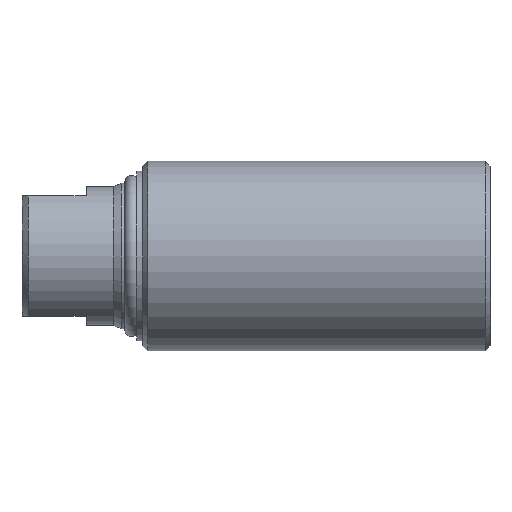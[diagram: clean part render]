
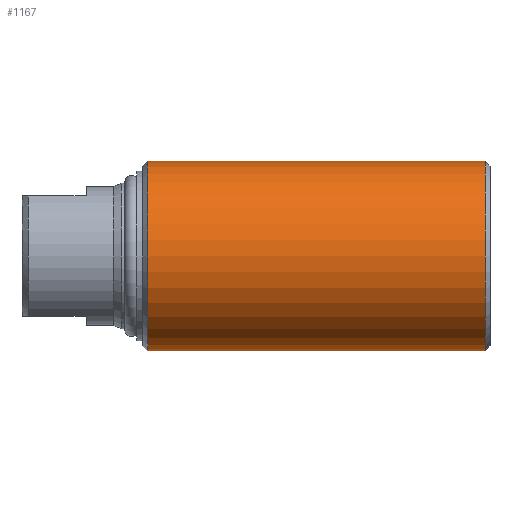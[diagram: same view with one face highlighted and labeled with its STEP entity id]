
A CAD part, front view. The second image highlights one B-rep face of the part: STEP entity #1167.
In plain terms, the highlighted cylindrical face has radius 14.999 mm (diameter 29.997 mm), a full revolution.
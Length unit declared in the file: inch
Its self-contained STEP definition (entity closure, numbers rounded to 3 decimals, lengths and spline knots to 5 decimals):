
#35=FACE_BOUND('',#373,.T.);
#62=CYLINDRICAL_SURFACE('',#1306,0.5905);
#278=FACE_OUTER_BOUND('',#372,.T.);
#372=EDGE_LOOP('',(#1059));
#373=EDGE_LOOP('',(#1060));
#461=CIRCLE('',#1305,0.5905);
#462=CIRCLE('',#1307,0.5905);
#604=VERTEX_POINT('',#2053);
#605=VERTEX_POINT('',#2056);
#761=EDGE_CURVE('',#604,#604,#461,.T.);
#762=EDGE_CURVE('',#605,#605,#462,.T.);
#1059=ORIENTED_EDGE('',*,*,#762,.F.);
#1060=ORIENTED_EDGE('',*,*,#761,.T.);
#1167=ADVANCED_FACE('',(#278,#35),#62,.T.);
#1305=AXIS2_PLACEMENT_3D('',#2054,#1633,#1634);
#1306=AXIS2_PLACEMENT_3D('',#2055,#1635,#1636);
#1307=AXIS2_PLACEMENT_3D('',#2057,#1637,#1638);
#1633=DIRECTION('center_axis',(1.,0.,0.));
#1634=DIRECTION('ref_axis',(0.,1.,0.));
#1635=DIRECTION('center_axis',(1.,0.,0.));
#1636=DIRECTION('ref_axis',(0.,1.,0.));
#1637=DIRECTION('center_axis',(1.,0.,0.));
#1638=DIRECTION('ref_axis',(0.,1.,0.));
#2053=CARTESIAN_POINT('',(0.78326,0.5905,0.));
#2054=CARTESIAN_POINT('Origin',(0.78326,0.,0.));
#2055=CARTESIAN_POINT('Origin',(1.83576,0.,0.));
#2056=CARTESIAN_POINT('',(2.88826,0.5905,0.));
#2057=CARTESIAN_POINT('Origin',(2.88826,0.,0.));
